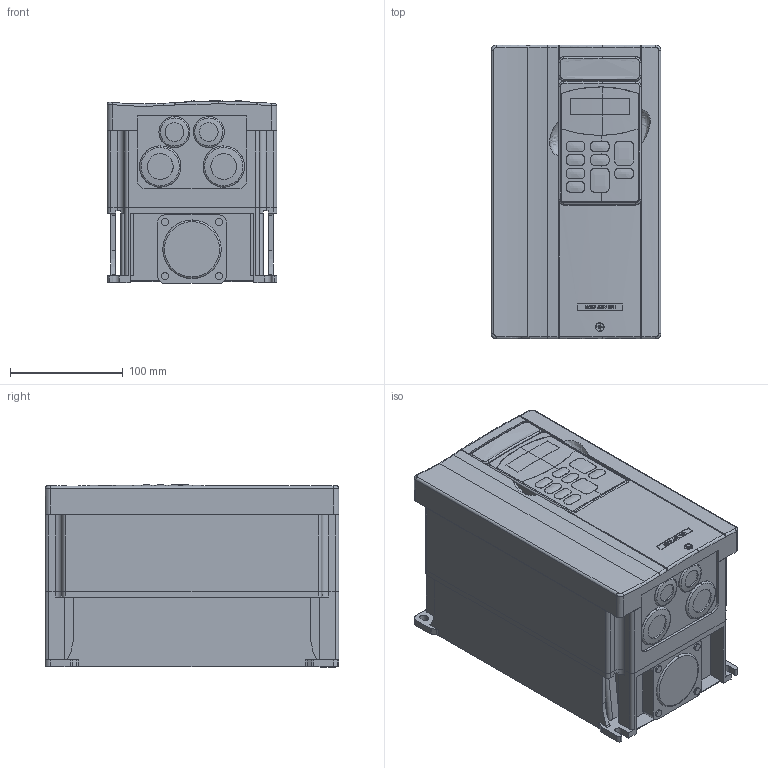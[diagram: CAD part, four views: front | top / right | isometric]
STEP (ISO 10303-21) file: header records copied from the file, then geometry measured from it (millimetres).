
FILE_DESCRIPTION (( 'STEP AP214' ), '1' );
FILE_NAME ('GS3-45P0.step', '2014-07-21T20:34:42', ( '' ), ( '' ), 'SwSTEP 2.0', 'SolidWorks 2013', '' );
FILE_SCHEMA (( 'AUTOMOTIVE_DESIGN' ));
Length unit declared in the file: inch
Products named in the file (1): GS3-45P0
Bounding box: 150.11 x 260.1 x 162.02 mm (x, y, z)
Volume: 5693697.2 mm3; surface area: 315571.5 mm2
Topology: 1 solids, 1 shells, 827 faces, 2229 edges, 1469 vertices
Faces by surface type: plane 434, cylinder 190, bspline 185, torus 14, cone 4
Entity records: 48289 total; most frequent: CARTESIAN_POINT 22250, ORIENTED_EDGE 4458, DIRECTION 3340, EDGE_CURVE 2229, VERTEX_POINT 1469, LINE 1384, VECTOR 1384, AXIS2_PLACEMENT_3D 978
